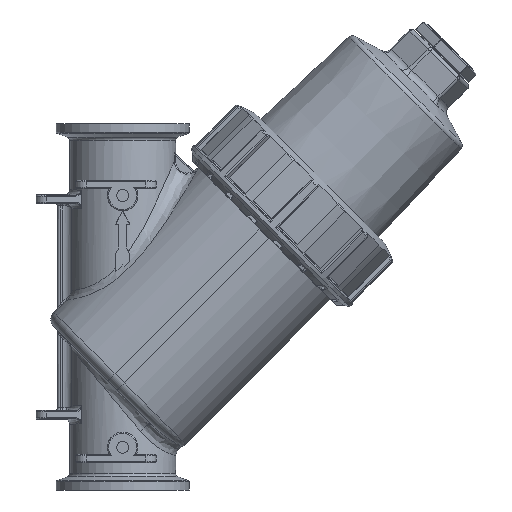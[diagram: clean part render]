
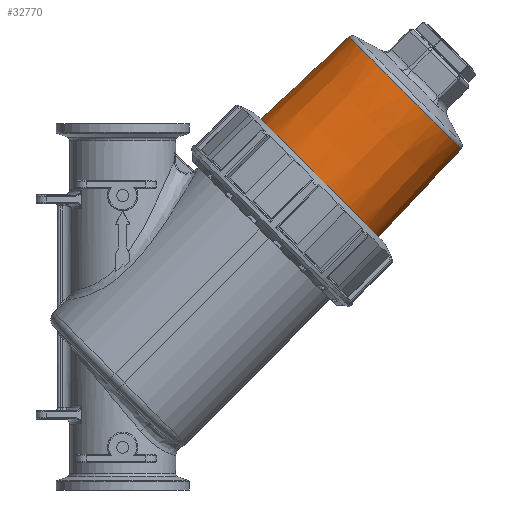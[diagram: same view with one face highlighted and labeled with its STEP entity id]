
A CAD part, left-side view. The second image highlights one B-rep face of the part: STEP entity #32770.
In plain terms, the highlighted conical face has half-angle 2 degrees and reference radius 50.87 mm.
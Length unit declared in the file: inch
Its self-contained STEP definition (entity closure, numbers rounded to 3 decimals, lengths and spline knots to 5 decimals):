
#3171=FACE_OUTER_BOUND('',#5087,.T.);
#5087=EDGE_LOOP('',(#25385,#25386,#25387,#25388,#25389,#25390));
#6678=CIRCLE('',#35431,1.94638);
#6680=CIRCLE('',#35433,1.94638);
#6681=CIRCLE('',#35434,1.94638);
#7628=B_SPLINE_CURVE_WITH_KNOTS('',3,(#61730,#61731,#61732,#61733,#61734,
#61735,#61736,#61737,#61738,#61739,#61740,#61741,#61742,#61743,#61744,#61745,
#61746,#61747,#61748,#61749,#61750,#61751,#61752,#61753,#61754,#61755,#61756,
#61757,#61758,#61759,#61760,#61761,#61762,#61763,#61764,#61765,#61766,#61767,
#61768,#61769,#61770,#61771),.UNSPECIFIED.,.T.,.F.,(4,1,1,1,1,1,1,1,1,1,
1,1,1,1,1,1,1,1,1,1,1,1,1,1,1,1,1,1,1,1,1,1,1,1,1,1,1,1,1,4),(-68.17886,
-67.26575,-66.96138,-65.7439,-64.52642,-64.37424,
-63.91768,-63.30894,-62.09146,-61.78709,
-61.68564,-60.06233,-59.25068,-58.43903,
-58.23611,-57.62737,-56.81572,-56.00407,
-55.80115,-55.19241,-53.56911,-52.75745,
-51.13415,-50.32249,-49.51084,-48.69919,
-47.07588,-46.26423,-45.45258,-43.82927,
-43.01762,-42.20596,-40.58266,-39.771,
-38.95935,-37.74187,-36.52439,-35.91565,
-35.30691,-34.08943),.UNSPECIFIED.);
#9550=LINE('',#61772,#11724);
#11724=VECTOR('',#40139,2.00276);
#14373=VERTEX_POINT('',#61721);
#14374=VERTEX_POINT('',#61722);
#14375=VERTEX_POINT('',#61725);
#14376=VERTEX_POINT('',#61729);
#18403=EDGE_CURVE('',#14373,#14374,#6678,.T.);
#18405=EDGE_CURVE('',#14374,#14375,#6680,.T.);
#18406=EDGE_CURVE('',#14375,#14373,#6681,.T.);
#18407=EDGE_CURVE('',#14376,#14376,#7628,.T.);
#18408=EDGE_CURVE('',#14376,#14375,#9550,.T.);
#25385=ORIENTED_EDGE('',*,*,#18407,.F.);
#25386=ORIENTED_EDGE('',*,*,#18408,.T.);
#25387=ORIENTED_EDGE('',*,*,#18405,.F.);
#25388=ORIENTED_EDGE('',*,*,#18403,.F.);
#25389=ORIENTED_EDGE('',*,*,#18406,.F.);
#25390=ORIENTED_EDGE('',*,*,#18408,.F.);
#32051=CONICAL_SURFACE('',#35435,2.00276,0.035);
#32770=ADVANCED_FACE('',(#3171),#32051,.T.);
#35431=AXIS2_PLACEMENT_3D('',#61723,#40129,#40130);
#35433=AXIS2_PLACEMENT_3D('',#61726,#40133,#40134);
#35434=AXIS2_PLACEMENT_3D('',#61727,#40135,#40136);
#35435=AXIS2_PLACEMENT_3D('',#61728,#40137,#40138);
#40129=DIRECTION('center_axis',(0.,-1.,0.));
#40130=DIRECTION('ref_axis',(1.,0.,0.));
#40133=DIRECTION('center_axis',(0.,-1.,0.));
#40134=DIRECTION('ref_axis',(1.,0.,0.));
#40135=DIRECTION('center_axis',(0.,-1.,0.));
#40136=DIRECTION('ref_axis',(1.,0.,0.));
#40137=DIRECTION('center_axis',(0.,1.,0.));
#40138=DIRECTION('ref_axis',(-1.,0.,0.));
#40139=DIRECTION('',(-0.035,-0.999,0.));
#61721=CARTESIAN_POINT('',(-1.94638,-4.06081,0.));
#61722=CARTESIAN_POINT('',(0.,-4.06081,-1.94638));
#61723=CARTESIAN_POINT('Origin',(0.,-4.06081,0.));
#61725=CARTESIAN_POINT('',(1.94638,-4.06081,0.));
#61726=CARTESIAN_POINT('Origin',(0.,-4.06081,0.));
#61727=CARTESIAN_POINT('Origin',(0.,-4.06081,0.));
#61728=CARTESIAN_POINT('Origin',(0.,-2.4465,0.));
#61729=CARTESIAN_POINT('',(2.05899,-0.83632,0.));
#61730=CARTESIAN_POINT('Ctrl Pts',(2.05899,-0.83632,0.));
#61731=CARTESIAN_POINT('Ctrl Pts',(2.05899,-0.83632,-0.11482));
#61732=CARTESIAN_POINT('Ctrl Pts',(2.04611,-0.83632,-0.26858));
#61733=CARTESIAN_POINT('Ctrl Pts',(1.98639,-0.83632,
-0.56954));
#61734=CARTESIAN_POINT('Ctrl Pts',(1.87249,-0.83632,-0.8971));
#61735=CARTESIAN_POINT('Ctrl Pts',(1.6978,-0.83632,-1.17648));
#61736=CARTESIAN_POINT('Ctrl Pts',(1.55084,-0.83632,-1.35618));
#61737=CARTESIAN_POINT('Ctrl Pts',(1.44665,-0.83632,
-1.46974));
#61738=CARTESIAN_POINT('Ctrl Pts',(1.23262,-0.83632,
-1.6618));
#61739=CARTESIAN_POINT('Ctrl Pts',(1.00177,-0.83632,-1.80767));
#61740=CARTESIAN_POINT('Ctrl Pts',(0.81417,-0.83632,
-1.89169));
#61741=CARTESIAN_POINT('Ctrl Pts',(0.57796,-0.83632,
-1.98769));
#61742=CARTESIAN_POINT('Ctrl Pts',(0.25933,-0.83632,
-2.06072));
#61743=CARTESIAN_POINT('Ctrl Pts',(-0.15124,-0.83632,
-2.06105));
#61744=CARTESIAN_POINT('Ctrl Pts',(-0.38019,-0.83632,
-2.02703));
#61745=CARTESIAN_POINT('Ctrl Pts',(-0.58068,-0.83632,
-1.9776));
#61746=CARTESIAN_POINT('Ctrl Pts',(-0.77628,-0.83632,
-1.91341));
#61747=CARTESIAN_POINT('Ctrl Pts',(-1.03013,-0.83632,
-1.79156));
#61748=CARTESIAN_POINT('Ctrl Pts',(-1.22285,-0.83632,
-1.66085));
#61749=CARTESIAN_POINT('Ctrl Pts',(-1.38158,-0.83632,
-1.52928));
#61750=CARTESIAN_POINT('Ctrl Pts',(-1.60291,-0.83632,
-1.31741));
#61751=CARTESIAN_POINT('Ctrl Pts',(-1.82377,-0.83632,
-0.99338));
#61752=CARTESIAN_POINT('Ctrl Pts',(-2.01176,-0.83632,
-0.51658));
#61753=CARTESIAN_POINT('Ctrl Pts',(-2.07445,-0.83632,
-0.10327));
#61754=CARTESIAN_POINT('Ctrl Pts',(-2.04401,-0.83632,
0.30488));
#61755=CARTESIAN_POINT('Ctrl Pts',(-1.97497,-0.83632,
0.60872));
#61756=CARTESIAN_POINT('Ctrl Pts',(-1.82595,-0.83632,
0.98984));
#61757=CARTESIAN_POINT('Ctrl Pts',(-1.59055,-0.83632,
1.33564));
#61758=CARTESIAN_POINT('Ctrl Pts',(-1.29053,-0.83632,
1.61419));
#61759=CARTESIAN_POINT('Ctrl Pts',(-0.94816,-0.83632,
1.84797));
#61760=CARTESIAN_POINT('Ctrl Pts',(-0.56417,-0.83632,
1.99893));
#61761=CARTESIAN_POINT('Ctrl Pts',(-0.15437,-0.83632,
2.06088));
#61762=CARTESIAN_POINT('Ctrl Pts',(0.25512,-0.83632,
2.06125));
#61763=CARTESIAN_POINT('Ctrl Pts',(0.66285,-0.83632,
1.96845));
#61764=CARTESIAN_POINT('Ctrl Pts',(1.03167,-0.83632,1.79066));
#61765=CARTESIAN_POINT('Ctrl Pts',(1.3319,-0.83632,1.58628));
#61766=CARTESIAN_POINT('Ctrl Pts',(1.62194,-0.83632,
1.29617));
#61767=CARTESIAN_POINT('Ctrl Pts',(1.83014,-0.83632,
0.96558));
#61768=CARTESIAN_POINT('Ctrl Pts',(1.94704,-0.83632,
0.68237));
#61769=CARTESIAN_POINT('Ctrl Pts',(2.03314,-0.83632,0.38525));
#61770=CARTESIAN_POINT('Ctrl Pts',(2.05899,-0.83632,0.15309));
#61771=CARTESIAN_POINT('Ctrl Pts',(2.05899,-0.83632,0.));
#61772=CARTESIAN_POINT('',(2.00276,-2.4465,0.));
